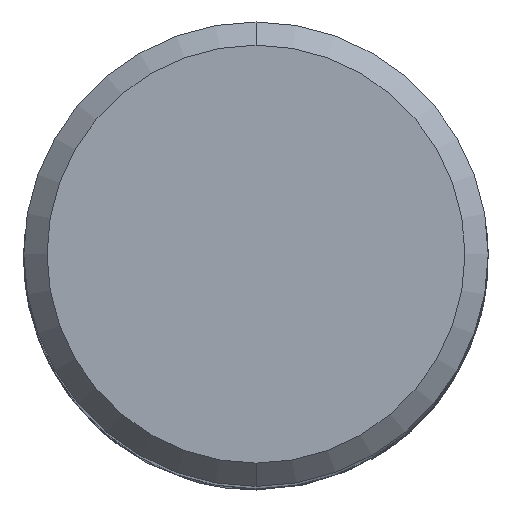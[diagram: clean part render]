
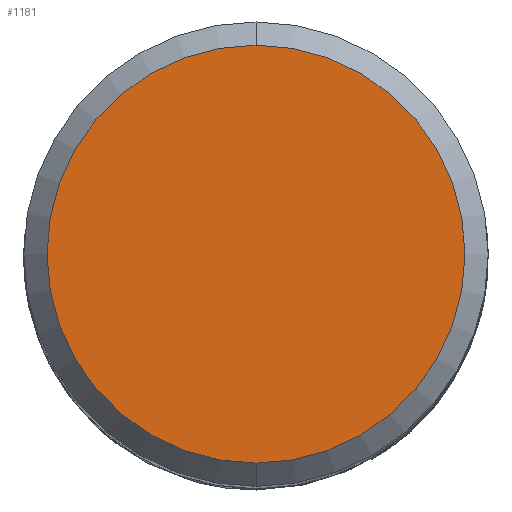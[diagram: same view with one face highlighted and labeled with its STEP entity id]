
A CAD part, top view. The second image highlights one B-rep face of the part: STEP entity #1181.
In plain terms, the highlighted planar face has unit normal (0, 0, 1).
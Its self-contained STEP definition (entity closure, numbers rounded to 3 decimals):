
#509=VERTEX_POINT('',#1405);
#597=EDGE_CURVE('',#1077,#509,#1498,.T.);
#1077=VERTEX_POINT('',#2024);
#1133=EDGE_CURVE('',#509,#1077,#2085,.T.);
#1181=ADVANCED_FACE('',(#2137),#2138,.T.);
#1405=CARTESIAN_POINT('',(0.,-9.0,0.0));
#1498=CIRCLE('',#5183,9.0);
#2024=CARTESIAN_POINT('',(0.0,9.0,0.0));
#2085=CIRCLE('',#12346,9.0);
#2137=FACE_OUTER_BOUND('',#12791,.T.);
#2138=PLANE('',#12792);
#5183=AXIS2_PLACEMENT_3D('',#15201,#15202,#15203);
#12346=AXIS2_PLACEMENT_3D('',#15842,#15843,#15844);
#12791=EDGE_LOOP('',(#15883,#15884));
#12792=AXIS2_PLACEMENT_3D('',#15885,#15886,#15887);
#15201=CARTESIAN_POINT('',(0.0,0.0,0.0));
#15202=DIRECTION('',(0.0,0.0,-1.0));
#15203=DIRECTION('',(0.0,1.0,0.0));
#15842=CARTESIAN_POINT('',(0.0,0.0,0.0));
#15843=DIRECTION('',(0.0,0.0,-1.0));
#15844=DIRECTION('',(0.0,1.0,0.0));
#15883=ORIENTED_EDGE('',*,*,#597,.F.);
#15884=ORIENTED_EDGE('',*,*,#1133,.F.);
#15885=CARTESIAN_POINT('',(0.0,4.5,0.0));
#15886=DIRECTION('',(-0.0,0.0,1.0));
#15887=DIRECTION('',(0.0,-1.0,0.0));
